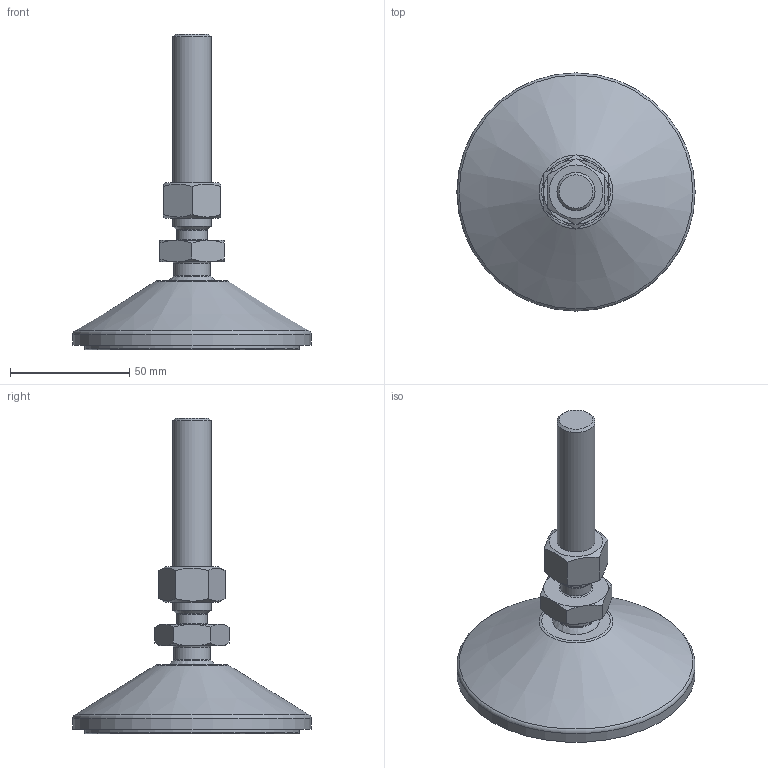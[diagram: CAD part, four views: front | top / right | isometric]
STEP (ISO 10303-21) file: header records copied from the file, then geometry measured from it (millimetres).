
FILE_DESCRIPTION((''),'2;1');
FILE_NAME('409916_1.stp','2014-02-13T17:18:59',('AlitecKK'),(''),'Autodesk Inventor 2011','Autodesk Inventor 2011','');
FILE_SCHEMA(('AUTOMOTIVE_DESIGN { 1 0 10303 214 1 1 1 1 }'));
Length unit declared in the file: millimetre
Products named in the file (5): 409916_1; 409916-1; 409916-2; ISO4032_M16; Dřík M16x122
Assembly tree (4 placements, depth 2):
  409916_1
    409916-1
    409916-2
    ISO4032_M16
    Dřík M16x122
Bounding box: 100 x 100 x 132.4 mm (x, y, z)
Volume: 130588.2 mm3; surface area: 51024.2 mm2
Topology: 4 solids, 4 shells, 95 faces, 233 edges, 151 vertices
Faces by surface type: plane 41, cone 20, cylinder 17, sphere 10, torus 7
Full cylindrical faces by diameter (mm): 10 x2, 13 x1, 13.835 x1, 15.5 x1, 16 x1, 90 x2, 100 x1
Entity records: 2786 total; most frequent: CARTESIAN_POINT 554, DIRECTION 450, ORIENTED_EDGE 402, EDGE_CURVE 201, AXIS2_PLACEMENT_3D 197, VERTEX_POINT 145, EDGE_LOOP 128, FACE_OUTER_BOUND 95
